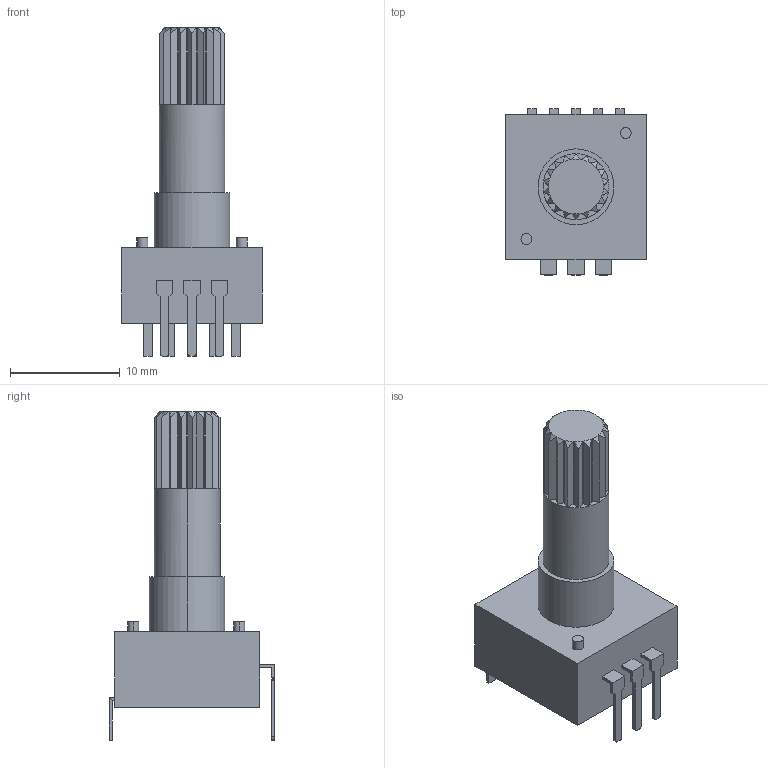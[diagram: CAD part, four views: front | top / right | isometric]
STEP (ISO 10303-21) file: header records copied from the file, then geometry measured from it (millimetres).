
FILE_DESCRIPTION(('FreeCAD Model'),'2;1');
FILE_NAME('EC12-032.step','2015-12-11T13:00:58',('Author'),(''), 'Open CASCADE STEP processor 6.8','FreeCAD','Unknown');
FILE_SCHEMA(('AUTOMOTIVE_DESIGN_CC2 { 1 2 10303 214 -1 1 5 4 }'));
Length unit declared in the file: millimetre
Products named in the file (1): EC12_032
Bounding box: 12.8 x 15.1 x 29.9 mm (x, y, z)
Volume: 1753.6 mm3; surface area: 1241.7 mm2
Topology: 1 solids, 1 shells, 192 faces, 442 edges, 264 vertices
Faces by surface type: plane 160, cone 18, cylinder 14
Entity records: 15234 total; most frequent: CARTESIAN_POINT 5125, DIRECTION 1543, LINE 988, VECTOR 988, ORIENTED_EDGE 884, PCURVE 884, DEFINITIONAL_REPRESENTATION 884, EDGE_CURVE 442
